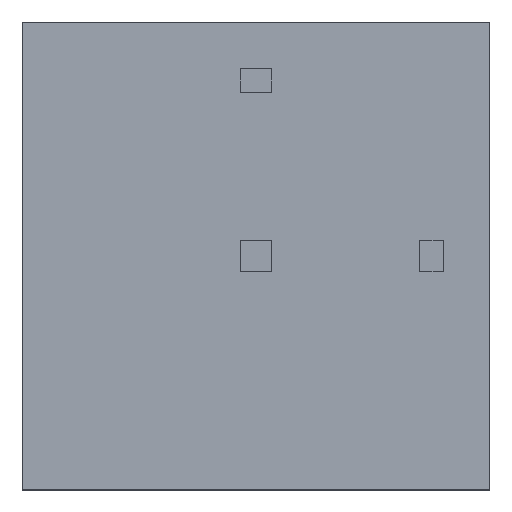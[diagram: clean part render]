
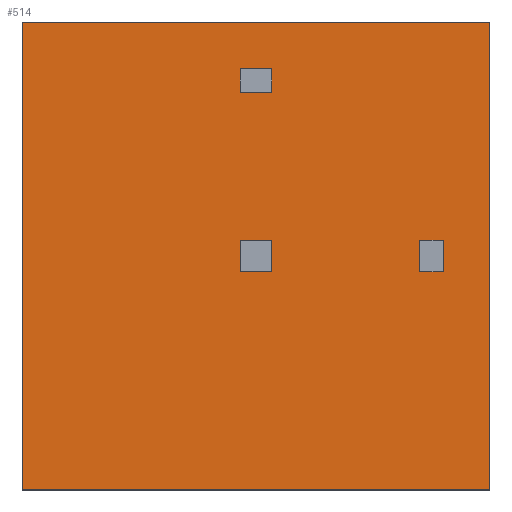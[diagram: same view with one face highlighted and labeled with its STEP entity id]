
A CAD part, top view. The second image highlights one B-rep face of the part: STEP entity #514.
In plain terms, the highlighted planar face has unit normal (0, 0, 1).
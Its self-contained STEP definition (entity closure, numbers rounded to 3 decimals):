
#1 = DIRECTION ( 'NONE',  ( 0., 1., 0. ) ) ;
#8 = EDGE_CURVE ( 'NONE', #436, #64, #468, .T. ) ;
#13 = CARTESIAN_POINT ( 'NONE',  ( 105., 10., 10. ) ) ;
#15 = CARTESIAN_POINT ( 'NONE',  ( 105., 10., 10. ) ) ;
#25 = LINE ( 'NONE', #261, #674 ) ;
#34 = ORIENTED_EDGE ( 'NONE', *, *, #227, .F. ) ;
#36 = VECTOR ( 'NONE', #663, 1000. ) ;
#38 = VERTEX_POINT ( 'NONE', #598 ) ;
#39 = VERTEX_POINT ( 'NONE', #365 ) ;
#56 = VERTEX_POINT ( 'NONE', #413 ) ;
#59 = EDGE_LOOP ( 'NONE', ( #337, #295, #83, #344 ) ) ;
#60 = LINE ( 'NONE', #290, #741 ) ;
#62 = EDGE_CURVE ( 'NONE', #534, #588, #644, .T. ) ;
#64 = VERTEX_POINT ( 'NONE', #698 ) ;
#71 = VECTOR ( 'NONE', #1, 1000. ) ;
#83 = ORIENTED_EDGE ( 'NONE', *, *, #62, .F. ) ;
#91 = CARTESIAN_POINT ( 'NONE',  ( -10., 120., 10. ) ) ;
#92 = VECTOR ( 'NONE', #488, 1000. ) ;
#93 = CARTESIAN_POINT ( 'NONE',  ( -150., -150., 10. ) ) ;
#95 = LINE ( 'NONE', #324, #736 ) ;
#121 = DIRECTION ( 'NONE',  ( 1., 0., 0. ) ) ;
#133 = CARTESIAN_POINT ( 'NONE',  ( 120., 10., 10. ) ) ;
#134 = ORIENTED_EDGE ( 'NONE', *, *, #8, .F. ) ;
#135 = VECTOR ( 'NONE', #121, 1000. ) ;
#136 = DIRECTION ( 'NONE',  ( 0., -1., 0. ) ) ;
#144 = CARTESIAN_POINT ( 'NONE',  ( 150., 150., 10. ) ) ;
#147 = DIRECTION ( 'NONE',  ( 0., 1., 0. ) ) ;
#152 = PLANE ( 'NONE',  #558 ) ;
#156 = ORIENTED_EDGE ( 'NONE', *, *, #541, .F. ) ;
#163 = EDGE_CURVE ( 'NONE', #38, #188, #656, .T. ) ;
#174 = ORIENTED_EDGE ( 'NONE', *, *, #385, .F. ) ;
#178 = VECTOR ( 'NONE', #136, 1000. ) ;
#180 = CARTESIAN_POINT ( 'NONE',  ( 150., 150., 10. ) ) ;
#187 = CARTESIAN_POINT ( 'NONE',  ( -10., 10., 10. ) ) ;
#188 = VERTEX_POINT ( 'NONE', #611 ) ;
#195 = DIRECTION ( 'NONE',  ( 0., -1., 0. ) ) ;
#197 = EDGE_CURVE ( 'NONE', #627, #534, #95, .T. ) ;
#201 = CARTESIAN_POINT ( 'NONE',  ( -10., 105., 10. ) ) ;
#202 = CARTESIAN_POINT ( 'NONE',  ( 105., -10., 10. ) ) ;
#204 = CARTESIAN_POINT ( 'NONE',  ( 10., 120., 10. ) ) ;
#207 = EDGE_CURVE ( 'NONE', #56, #38, #669, .T. ) ;
#216 = ORIENTED_EDGE ( 'NONE', *, *, #321, .T. ) ;
#225 = CARTESIAN_POINT ( 'NONE',  ( 10., -10., 10. ) ) ;
#227 = EDGE_CURVE ( 'NONE', #450, #436, #482, .T. ) ;
#229 = VECTOR ( 'NONE', #427, 1000. ) ;
#231 = CARTESIAN_POINT ( 'NONE',  ( 105., 10., 10. ) ) ;
#239 = DIRECTION ( 'NONE',  ( 0., 1., 0. ) ) ;
#247 = LINE ( 'NONE', #366, #717 ) ;
#251 = EDGE_CURVE ( 'NONE', #718, #263, #431, .T. ) ;
#253 = FACE_BOUND ( 'NONE', #277, .T. ) ;
#261 = CARTESIAN_POINT ( 'NONE',  ( -10., 120., 10. ) ) ;
#262 = DIRECTION ( 'NONE',  ( 1., 0., 0. ) ) ;
#263 = VERTEX_POINT ( 'NONE', #716 ) ;
#277 = EDGE_LOOP ( 'NONE', ( #156, #473, #642, #447 ) ) ;
#287 = LINE ( 'NONE', #231, #530 ) ;
#290 = CARTESIAN_POINT ( 'NONE',  ( -10., 105., 10. ) ) ;
#295 = ORIENTED_EDGE ( 'NONE', *, *, #409, .F. ) ;
#306 = LINE ( 'NONE', #657, #455 ) ;
#311 = DIRECTION ( 'NONE',  ( 0., -1., 0. ) ) ;
#321 = EDGE_CURVE ( 'NONE', #263, #686, #306, .T. ) ;
#324 = CARTESIAN_POINT ( 'NONE',  ( 105., -10., 10. ) ) ;
#332 = EDGE_LOOP ( 'NONE', ( #696, #733, #216, #722 ) ) ;
#337 = ORIENTED_EDGE ( 'NONE', *, *, #521, .F. ) ;
#343 = DIRECTION ( 'NONE',  ( -1., 0., 0. ) ) ;
#344 = ORIENTED_EDGE ( 'NONE', *, *, #197, .F. ) ;
#360 = EDGE_CURVE ( 'NONE', #435, #450, #247, .T. ) ;
#364 = VECTOR ( 'NONE', #239, 1000. ) ;
#365 = CARTESIAN_POINT ( 'NONE',  ( 150., -150., 10. ) ) ;
#366 = CARTESIAN_POINT ( 'NONE',  ( 10., 10., 10. ) ) ;
#367 = VERTEX_POINT ( 'NONE', #201 ) ;
#369 = CARTESIAN_POINT ( 'NONE',  ( -150., -150., 10. ) ) ;
#370 = CARTESIAN_POINT ( 'NONE',  ( -150., 150., 10. ) ) ;
#378 = DIRECTION ( 'NONE',  ( 1., 0., 0. ) ) ;
#385 = EDGE_CURVE ( 'NONE', #64, #435, #684, .T. ) ;
#389 = EDGE_CURVE ( 'NONE', #367, #56, #60, .T. ) ;
#405 = CARTESIAN_POINT ( 'NONE',  ( -10., -10., 10. ) ) ;
#409 = EDGE_CURVE ( 'NONE', #588, #735, #287, .T. ) ;
#413 = CARTESIAN_POINT ( 'NONE',  ( 10., 105., 10. ) ) ;
#425 = EDGE_CURVE ( 'NONE', #39, #718, #574, .T. ) ;
#427 = DIRECTION ( 'NONE',  ( 0., -1., 0. ) ) ;
#430 = FACE_BOUND ( 'NONE', #738, .T. ) ;
#431 = LINE ( 'NONE', #370, #36 ) ;
#434 = DIRECTION ( 'NONE',  ( -1., 0., 0. ) ) ;
#435 = VERTEX_POINT ( 'NONE', #225 ) ;
#436 = VERTEX_POINT ( 'NONE', #463 ) ;
#447 = ORIENTED_EDGE ( 'NONE', *, *, #389, .F. ) ;
#450 = VERTEX_POINT ( 'NONE', #584 ) ;
#455 = VECTOR ( 'NONE', #311, 1000. ) ;
#463 = CARTESIAN_POINT ( 'NONE',  ( -10., 10., 10. ) ) ;
#468 = LINE ( 'NONE', #187, #178 ) ;
#473 = ORIENTED_EDGE ( 'NONE', *, *, #163, .F. ) ;
#477 = DIRECTION ( 'NONE',  ( 0., 1., 0. ) ) ;
#480 = FACE_BOUND ( 'NONE', #59, .T. ) ;
#482 = LINE ( 'NONE', #547, #576 ) ;
#488 = DIRECTION ( 'NONE',  ( 1., 0., 0. ) ) ;
#514 = ADVANCED_FACE ( 'NONE', ( #253, #480, #430, #706 ), #152, .T. ) ;
#521 = EDGE_CURVE ( 'NONE', #735, #627, #661, .T. ) ;
#530 = VECTOR ( 'NONE', #343, 1000. ) ;
#534 = VERTEX_POINT ( 'NONE', #549 ) ;
#535 = DIRECTION ( 'NONE',  ( 0., 0., 1. ) ) ;
#541 = EDGE_CURVE ( 'NONE', #188, #367, #25, .T. ) ;
#546 = CARTESIAN_POINT ( 'NONE',  ( 120., 10., 10. ) ) ;
#547 = CARTESIAN_POINT ( 'NONE',  ( -10., 10., 10. ) ) ;
#549 = CARTESIAN_POINT ( 'NONE',  ( 120., -10., 10. ) ) ;
#554 = EDGE_CURVE ( 'NONE', #686, #39, #655, .T. ) ;
#558 = AXIS2_PLACEMENT_3D ( 'NONE', #659, #535, #378 ) ;
#574 = LINE ( 'NONE', #180, #364 ) ;
#576 = VECTOR ( 'NONE', #707, 1000. ) ;
#584 = CARTESIAN_POINT ( 'NONE',  ( 10., 10., 10. ) ) ;
#588 = VERTEX_POINT ( 'NONE', #546 ) ;
#598 = CARTESIAN_POINT ( 'NONE',  ( 10., 120., 10. ) ) ;
#611 = CARTESIAN_POINT ( 'NONE',  ( -10., 120., 10. ) ) ;
#616 = ORIENTED_EDGE ( 'NONE', *, *, #360, .F. ) ;
#627 = VERTEX_POINT ( 'NONE', #202 ) ;
#642 = ORIENTED_EDGE ( 'NONE', *, *, #207, .F. ) ;
#644 = LINE ( 'NONE', #133, #71 ) ;
#655 = LINE ( 'NONE', #369, #92 ) ;
#656 = LINE ( 'NONE', #91, #712 ) ;
#657 = CARTESIAN_POINT ( 'NONE',  ( -150., 150., 10. ) ) ;
#659 = CARTESIAN_POINT ( 'NONE',  ( 0., 0., 10. ) ) ;
#661 = LINE ( 'NONE', #13, #229 ) ;
#663 = DIRECTION ( 'NONE',  ( -1., 0., 0. ) ) ;
#669 = LINE ( 'NONE', #204, #697 ) ;
#674 = VECTOR ( 'NONE', #195, 1000. ) ;
#684 = LINE ( 'NONE', #405, #135 ) ;
#686 = VERTEX_POINT ( 'NONE', #93 ) ;
#696 = ORIENTED_EDGE ( 'NONE', *, *, #425, .T. ) ;
#697 = VECTOR ( 'NONE', #147, 1000. ) ;
#698 = CARTESIAN_POINT ( 'NONE',  ( -10., -10., 10. ) ) ;
#706 = FACE_OUTER_BOUND ( 'NONE', #332, .T. ) ;
#707 = DIRECTION ( 'NONE',  ( -1., 0., 0. ) ) ;
#712 = VECTOR ( 'NONE', #434, 1000. ) ;
#716 = CARTESIAN_POINT ( 'NONE',  ( -150., 150., 10. ) ) ;
#717 = VECTOR ( 'NONE', #477, 1000. ) ;
#718 = VERTEX_POINT ( 'NONE', #144 ) ;
#722 = ORIENTED_EDGE ( 'NONE', *, *, #554, .T. ) ;
#733 = ORIENTED_EDGE ( 'NONE', *, *, #251, .T. ) ;
#735 = VERTEX_POINT ( 'NONE', #15 ) ;
#736 = VECTOR ( 'NONE', #262, 1000. ) ;
#737 = DIRECTION ( 'NONE',  ( 1., 0., 0. ) ) ;
#738 = EDGE_LOOP ( 'NONE', ( #134, #34, #616, #174 ) ) ;
#741 = VECTOR ( 'NONE', #737, 1000. ) ;
